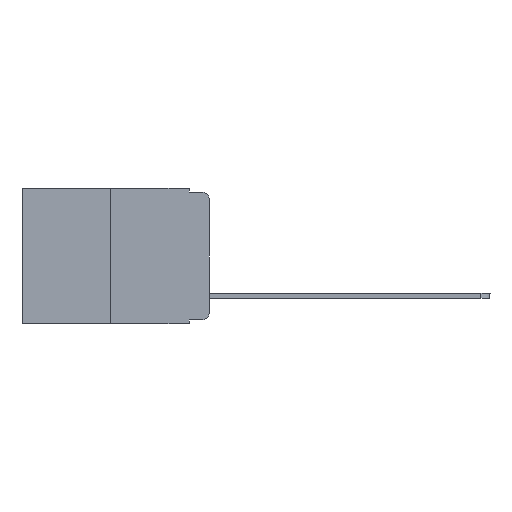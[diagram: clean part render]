
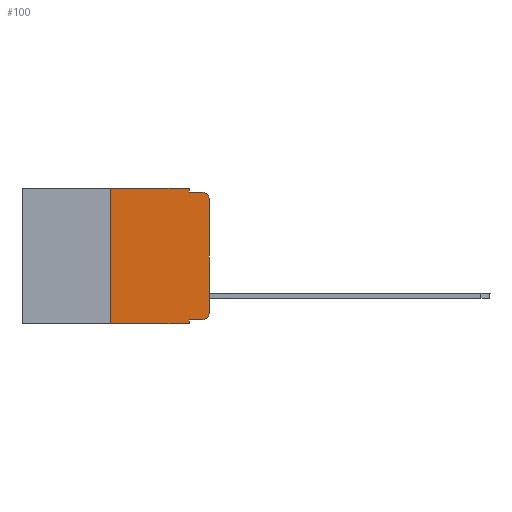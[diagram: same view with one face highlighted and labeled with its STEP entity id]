
A CAD part, left-side view. The second image highlights one B-rep face of the part: STEP entity #100.
In plain terms, the highlighted planar face has unit normal (-1, 0, 0).
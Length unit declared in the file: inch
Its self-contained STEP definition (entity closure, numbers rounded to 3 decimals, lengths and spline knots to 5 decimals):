
#78 = PLANE ( 'NONE',  #9243 ) ;
#100 = ADVANCED_FACE ( 'NONE', ( #11184 ), #78, .F. ) ;
#178 = VERTEX_POINT ( 'NONE', #12093 ) ;
#335 = DIRECTION ( 'NONE',  ( 0., -1., 0. ) ) ;
#747 = VERTEX_POINT ( 'NONE', #2747 ) ;
#914 = ORIENTED_EDGE ( 'NONE', *, *, #10078, .F. ) ;
#1140 = LINE ( 'NONE', #4053, #9693 ) ;
#1860 = EDGE_CURVE ( 'NONE', #10406, #3682, #7010, .T. ) ;
#1864 = LINE ( 'NONE', #10612, #10297 ) ;
#2747 = CARTESIAN_POINT ( 'NONE',  ( 0., 0.051, 0. ) ) ;
#2897 = CARTESIAN_POINT ( 'NONE',  ( 0., 0.473, 0. ) ) ;
#3137 = EDGE_CURVE ( 'NONE', #178, #5760, #6982, .T. ) ;
#3287 = CARTESIAN_POINT ( 'NONE',  ( 0., 0.25, 0. ) ) ;
#3334 = DIRECTION ( 'NONE',  ( 0., -1., 0. ) ) ;
#3651 = CIRCLE ( 'NONE', #12214, 0.02 ) ;
#3682 = VERTEX_POINT ( 'NONE', #9986 ) ;
#3844 = DIRECTION ( 'NONE',  ( 1., 0., 0. ) ) ;
#4053 = CARTESIAN_POINT ( 'NONE',  ( 0., 0.051, -0.333 ) ) ;
#4205 = CARTESIAN_POINT ( 'NONE',  ( 0., 0.473, 0. ) ) ;
#4294 = CARTESIAN_POINT ( 'NONE',  ( 0., 0.051, -0.343 ) ) ;
#4389 = DIRECTION ( 'NONE',  ( 0., 0., -1. ) ) ;
#4498 = VECTOR ( 'NONE', #335, 39.37008 ) ;
#4835 = DIRECTION ( 'NONE',  ( 0., 0., 1. ) ) ;
#5053 = ORIENTED_EDGE ( 'NONE', *, *, #8705, .F. ) ;
#5362 = VECTOR ( 'NONE', #3334, 39.37008 ) ;
#5379 = VERTEX_POINT ( 'NONE', #4294 ) ;
#5422 = EDGE_CURVE ( 'NONE', #8092, #178, #7814, .T. ) ;
#5444 = DIRECTION ( 'NONE',  ( -1., 0., 0. ) ) ;
#5637 = ORIENTED_EDGE ( 'NONE', *, *, #9909, .F. ) ;
#5725 = CARTESIAN_POINT ( 'NONE',  ( 0., 0.051, -0.01 ) ) ;
#5760 = VERTEX_POINT ( 'NONE', #8757 ) ;
#5763 = EDGE_CURVE ( 'NONE', #5760, #3682, #3651, .T. ) ;
#6392 = LINE ( 'NONE', #8837, #8637 ) ;
#6607 = CARTESIAN_POINT ( 'NONE',  ( 0., 0.051, -0.333 ) ) ;
#6640 = DIRECTION ( 'NONE',  ( 0., 0., 1. ) ) ;
#6815 = DIRECTION ( 'NONE',  ( 0., -1., 0. ) ) ;
#6914 = EDGE_CURVE ( 'NONE', #8984, #5379, #1864, .T. ) ;
#6920 = EDGE_CURVE ( 'NONE', #7315, #8092, #1140, .T. ) ;
#6982 = LINE ( 'NONE', #7404, #11130 ) ;
#6983 = LINE ( 'NONE', #4205, #5362 ) ;
#7010 = LINE ( 'NONE', #9931, #4498 ) ;
#7012 = DIRECTION ( 'NONE',  ( 0., 0., -1. ) ) ;
#7043 = DIRECTION ( 'NONE',  ( 0., 0., -1. ) ) ;
#7315 = VERTEX_POINT ( 'NONE', #6607 ) ;
#7387 = EDGE_LOOP ( 'NONE', ( #11502, #8299, #8213, #5053, #914, #9200, #8057, #5637, #11252, #8505 ) ) ;
#7394 = CARTESIAN_POINT ( 'NONE',  ( 0., 0.02, -0.313 ) ) ;
#7404 = CARTESIAN_POINT ( 'NONE',  ( 0., 0., 0. ) ) ;
#7814 = CIRCLE ( 'NONE', #8487, 0.02 ) ;
#7965 = CARTESIAN_POINT ( 'NONE',  ( 0., 0.02, -0.333 ) ) ;
#8057 = ORIENTED_EDGE ( 'NONE', *, *, #6914, .T. ) ;
#8092 = VERTEX_POINT ( 'NONE', #7965 ) ;
#8213 = ORIENTED_EDGE ( 'NONE', *, *, #1860, .F. ) ;
#8299 = ORIENTED_EDGE ( 'NONE', *, *, #5763, .T. ) ;
#8329 = LINE ( 'NONE', #11353, #11299 ) ;
#8487 = AXIS2_PLACEMENT_3D ( 'NONE', #7394, #5444, #10081 ) ;
#8505 = ORIENTED_EDGE ( 'NONE', *, *, #5422, .T. ) ;
#8601 = DIRECTION ( 'NONE',  ( 0., 0., -1. ) ) ;
#8637 = VECTOR ( 'NONE', #4389, 39.37008 ) ;
#8705 = EDGE_CURVE ( 'NONE', #747, #10406, #6392, .T. ) ;
#8757 = CARTESIAN_POINT ( 'NONE',  ( 0., 0., -0.03 ) ) ;
#8837 = CARTESIAN_POINT ( 'NONE',  ( 0., 0.051, 0. ) ) ;
#8984 = VERTEX_POINT ( 'NONE', #12051 ) ;
#9200 = ORIENTED_EDGE ( 'NONE', *, *, #10902, .F. ) ;
#9243 = AXIS2_PLACEMENT_3D ( 'NONE', #2897, #3844, #8601 ) ;
#9431 = CARTESIAN_POINT ( 'NONE',  ( 0., 0.25, 0. ) ) ;
#9693 = VECTOR ( 'NONE', #10678, 39.37008 ) ;
#9909 = EDGE_CURVE ( 'NONE', #7315, #5379, #8329, .T. ) ;
#9931 = CARTESIAN_POINT ( 'NONE',  ( 0., 0.051, -0.01 ) ) ;
#9986 = CARTESIAN_POINT ( 'NONE',  ( 0., 0.02, -0.01 ) ) ;
#9988 = VERTEX_POINT ( 'NONE', #3287 ) ;
#10078 = EDGE_CURVE ( 'NONE', #9988, #747, #6983, .T. ) ;
#10081 = DIRECTION ( 'NONE',  ( 0., 0., -1. ) ) ;
#10084 = VECTOR ( 'NONE', #4835, 39.37008 ) ;
#10297 = VECTOR ( 'NONE', #6815, 39.37008 ) ;
#10406 = VERTEX_POINT ( 'NONE', #5725 ) ;
#10612 = CARTESIAN_POINT ( 'NONE',  ( 0., 0.473, -0.343 ) ) ;
#10678 = DIRECTION ( 'NONE',  ( 0., -1., 0. ) ) ;
#10785 = DIRECTION ( 'NONE',  ( -1., 0., 0. ) ) ;
#10902 = EDGE_CURVE ( 'NONE', #8984, #9988, #11568, .T. ) ;
#11130 = VECTOR ( 'NONE', #6640, 39.37008 ) ;
#11184 = FACE_OUTER_BOUND ( 'NONE', #7387, .T. ) ;
#11252 = ORIENTED_EDGE ( 'NONE', *, *, #6920, .T. ) ;
#11299 = VECTOR ( 'NONE', #7043, 39.37008 ) ;
#11353 = CARTESIAN_POINT ( 'NONE',  ( 0., 0.051, 0. ) ) ;
#11502 = ORIENTED_EDGE ( 'NONE', *, *, #3137, .T. ) ;
#11568 = LINE ( 'NONE', #9431, #10084 ) ;
#11691 = CARTESIAN_POINT ( 'NONE',  ( 0., 0.02, -0.03 ) ) ;
#12051 = CARTESIAN_POINT ( 'NONE',  ( 0., 0.25, -0.343 ) ) ;
#12093 = CARTESIAN_POINT ( 'NONE',  ( 0., 0., -0.313 ) ) ;
#12214 = AXIS2_PLACEMENT_3D ( 'NONE', #11691, #10785, #7012 ) ;
